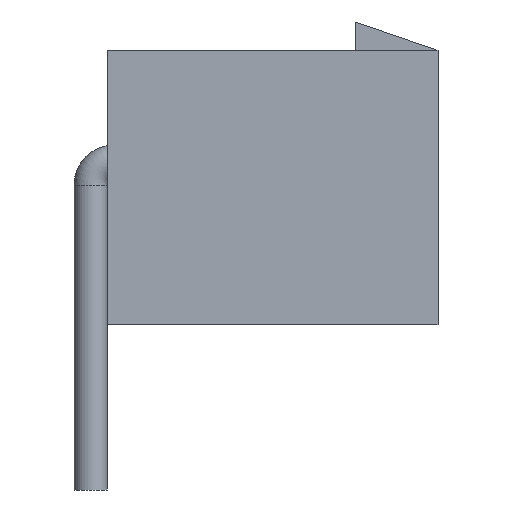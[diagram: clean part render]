
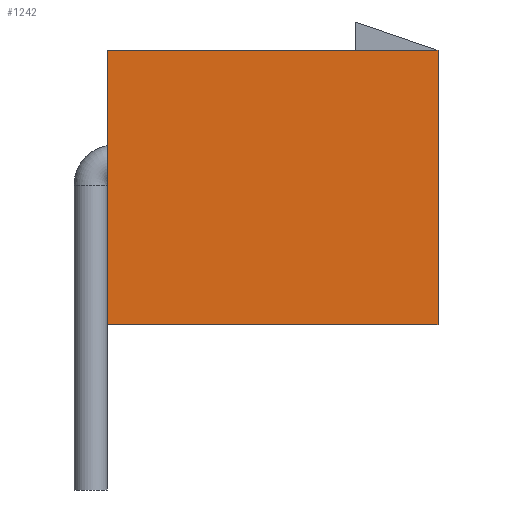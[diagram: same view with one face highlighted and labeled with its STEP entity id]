
A CAD part, left-side view. The second image highlights one B-rep face of the part: STEP entity #1242.
In plain terms, the highlighted planar face has unit normal (-1, 0, 0).
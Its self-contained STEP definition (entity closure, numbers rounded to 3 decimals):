
#161=FACE_OUTER_BOUND('',#232,.T.);
#232=EDGE_LOOP('',(#968,#969,#970,#971));
#304=LINE('',#1931,#410);
#329=LINE('',#1981,#435);
#357=LINE('',#2038,#463);
#360=LINE('',#2043,#466);
#410=VECTOR('',#1511,10.);
#435=VECTOR('',#1554,10.);
#463=VECTOR('',#1610,10.);
#466=VECTOR('',#1617,10.);
#506=VERTEX_POINT('',#1928);
#507=VERTEX_POINT('',#1930);
#523=VERTEX_POINT('',#1980);
#538=VERTEX_POINT('',#2036);
#644=EDGE_CURVE('',#506,#507,#304,.T.);
#669=EDGE_CURVE('',#523,#507,#329,.T.);
#697=EDGE_CURVE('',#538,#506,#357,.T.);
#700=EDGE_CURVE('',#538,#523,#360,.T.);
#968=ORIENTED_EDGE('',*,*,#700,.T.);
#969=ORIENTED_EDGE('',*,*,#669,.T.);
#970=ORIENTED_EDGE('',*,*,#644,.F.);
#971=ORIENTED_EDGE('',*,*,#697,.F.);
#1192=PLANE('',#1340);
#1242=ADVANCED_FACE('',(#161),#1192,.T.);
#1340=AXIS2_PLACEMENT_3D('',#2042,#1615,#1616);
#1511=DIRECTION('',(0.,-1.,0.));
#1554=DIRECTION('',(0.,0.,1.));
#1610=DIRECTION('',(0.,0.,1.));
#1615=DIRECTION('center_axis',(-1.,0.,0.));
#1616=DIRECTION('ref_axis',(0.,-1.,0.));
#1617=DIRECTION('',(0.,-1.,0.));
#1928=CARTESIAN_POINT('',(-17.45,-0.35,5.8));
#1930=CARTESIAN_POINT('',(-17.45,-7.35,5.8));
#1931=CARTESIAN_POINT('',(-17.45,-0.35,5.8));
#1980=CARTESIAN_POINT('',(-17.45,-7.35,0.));
#1981=CARTESIAN_POINT('',(-17.45,-7.35,0.));
#2036=CARTESIAN_POINT('',(-17.45,-0.35,0.));
#2038=CARTESIAN_POINT('',(-17.45,-0.35,0.));
#2042=CARTESIAN_POINT('Origin',(-17.45,-0.35,0.));
#2043=CARTESIAN_POINT('',(-17.45,-0.35,0.));
